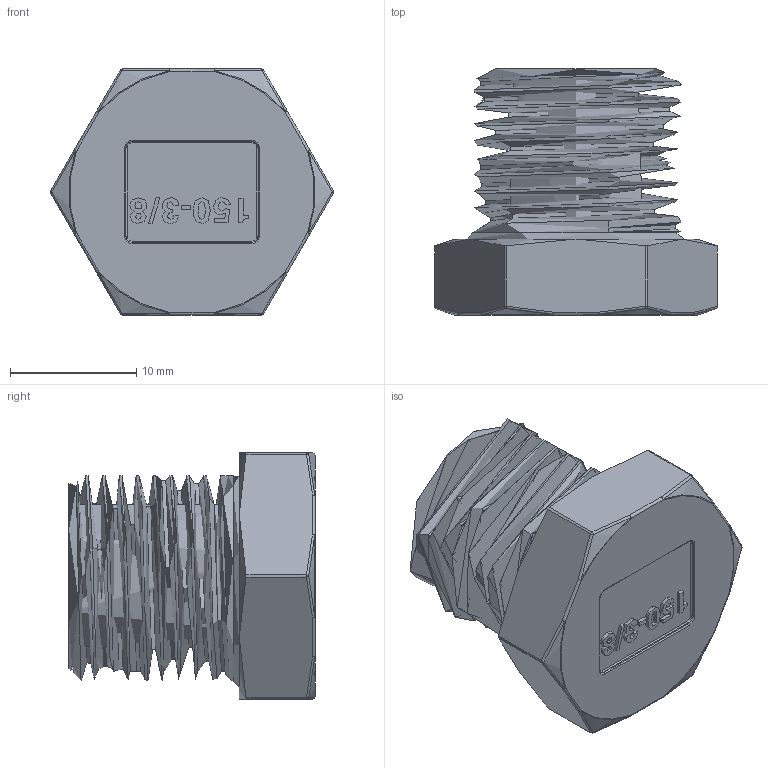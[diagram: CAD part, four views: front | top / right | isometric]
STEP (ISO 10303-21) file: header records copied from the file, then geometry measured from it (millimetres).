
FILE_DESCRIPTION(/* description */ (''),/* implementation_level */ '2;1');
FILE_NAME(/* name */ 'vs_38_ak_es.stp',/* time_stamp */ '2017-04-10T16:15:33+02:00',/* author */ ('Hamoud'),/* organization */ (''),/* preprocessor_version */ 'ST-DEVELOPER v15.6',/* originating_system */ 'Autodesk Inventor LT ',/* authorisation */ '');
FILE_SCHEMA (('AUTOMOTIVE_DESIGN { 1 0 10303 214 3 1 1 }'));
Length unit declared in the file: millimetre
Products named in the file (1): vs_38_ak_es
Bounding box: 22.45 x 19.5 x 19.5 mm (x, y, z)
Volume: 2964 mm3; surface area: 2691.8 mm2
Topology: 1 solids, 1 shells, 243 faces, 606 edges, 378 vertices
Faces by surface type: bspline 108, plane 51, cylinder 35, sphere 18, torus 17, cone 14
Full cylindrical faces by diameter (mm): 11.3 x1, 16.66 x9
Entity records: 15277 total; most frequent: CARTESIAN_POINT 10283, ORIENTED_EDGE 1136, DIRECTION 856, EDGE_CURVE 568, VERTEX_POINT 356, AXIS2_PLACEMENT_3D 320, EDGE_LOOP 252, FACE_OUTER_BOUND 233
